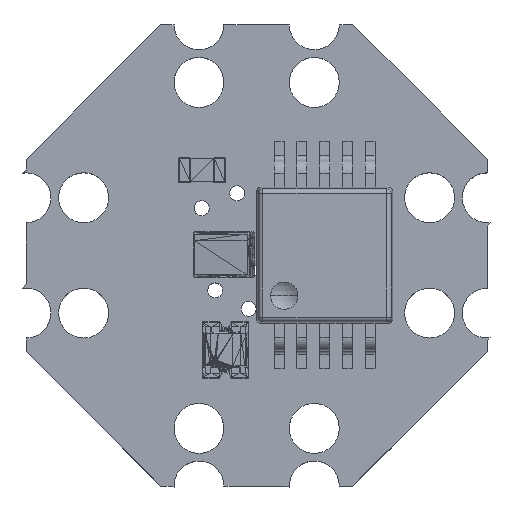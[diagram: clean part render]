
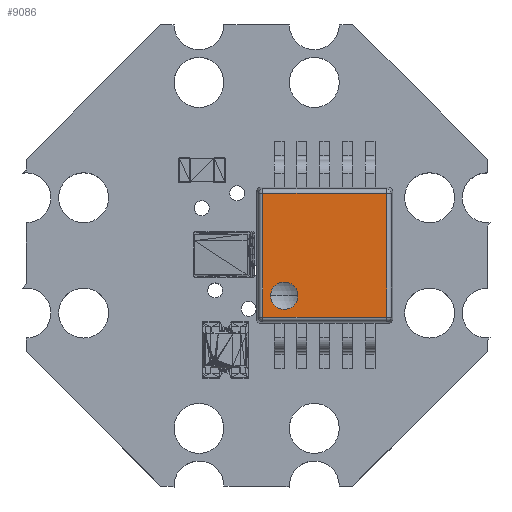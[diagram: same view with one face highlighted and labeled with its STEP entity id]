
A CAD part, top view. The second image highlights one B-rep face of the part: STEP entity #9086.
In plain terms, the highlighted planar face has unit normal (0, 0, 1).
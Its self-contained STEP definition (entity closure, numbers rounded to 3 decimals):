
#8900 = VERTEX_POINT('',#8901);
#8901 = CARTESIAN_POINT('',(-1.362,-1.362,1.1));
#9001 = VERTEX_POINT('',#9002);
#9002 = CARTESIAN_POINT('',(1.362,-1.362,1.1));
#9009 = EDGE_CURVE('',#8900,#9001,#9010,.T.);
#9010 = LINE('',#9011,#9012);
#9011 = CARTESIAN_POINT('',(-1.5,-1.362,1.1));
#9012 = VECTOR('',#9013,1.);
#9013 = DIRECTION('',(1.,0.,0.));
#9059 = VERTEX_POINT('',#9060);
#9060 = CARTESIAN_POINT('',(-0.59,-0.89,1.1));
#9066 = EDGE_CURVE('',#9067,#9059,#9069,.T.);
#9067 = VERTEX_POINT('',#9068);
#9068 = CARTESIAN_POINT('',(-1.19,-0.89,1.1));
#9069 = CIRCLE('',#9070,0.3);
#9070 = AXIS2_PLACEMENT_3D('',#9071,#9072,#9073);
#9071 = CARTESIAN_POINT('',(-0.89,-0.89,1.1));
#9072 = DIRECTION('',(0.,0.,1.));
#9073 = DIRECTION('',(1.,0.,0.));
#9086 = ADVANCED_FACE('',(#9087,#9097),#9122,.T.);
#9087 = FACE_BOUND('',#9088,.T.);
#9088 = EDGE_LOOP('',(#9089,#9096));
#9089 = ORIENTED_EDGE('',*,*,#9090,.F.);
#9090 = EDGE_CURVE('',#9059,#9067,#9091,.T.);
#9091 = CIRCLE('',#9092,0.3);
#9092 = AXIS2_PLACEMENT_3D('',#9093,#9094,#9095);
#9093 = CARTESIAN_POINT('',(-0.89,-0.89,1.1));
#9094 = DIRECTION('',(0.,0.,1.));
#9095 = DIRECTION('',(1.,0.,0.));
#9096 = ORIENTED_EDGE('',*,*,#9066,.F.);
#9097 = FACE_BOUND('',#9098,.T.);
#9098 = EDGE_LOOP('',(#9099,#9100,#9108,#9116));
#9099 = ORIENTED_EDGE('',*,*,#9009,.T.);
#9100 = ORIENTED_EDGE('',*,*,#9101,.T.);
#9101 = EDGE_CURVE('',#9001,#9102,#9104,.T.);
#9102 = VERTEX_POINT('',#9103);
#9103 = CARTESIAN_POINT('',(1.362,1.362,1.1));
#9104 = LINE('',#9105,#9106);
#9105 = CARTESIAN_POINT('',(1.362,-1.5,1.1));
#9106 = VECTOR('',#9107,1.);
#9107 = DIRECTION('',(0.,1.,0.));
#9108 = ORIENTED_EDGE('',*,*,#9109,.T.);
#9109 = EDGE_CURVE('',#9102,#9110,#9112,.T.);
#9110 = VERTEX_POINT('',#9111);
#9111 = CARTESIAN_POINT('',(-1.362,1.362,1.1));
#9112 = LINE('',#9113,#9114);
#9113 = CARTESIAN_POINT('',(-1.5,1.362,1.1));
#9114 = VECTOR('',#9115,1.);
#9115 = DIRECTION('',(-1.,0.,0.));
#9116 = ORIENTED_EDGE('',*,*,#9117,.T.);
#9117 = EDGE_CURVE('',#9110,#8900,#9118,.T.);
#9118 = LINE('',#9119,#9120);
#9119 = CARTESIAN_POINT('',(-1.362,-1.5,1.1));
#9120 = VECTOR('',#9121,1.);
#9121 = DIRECTION('',(0.,-1.,0.));
#9122 = PLANE('',#9123);
#9123 = AXIS2_PLACEMENT_3D('',#9124,#9125,#9126);
#9124 = CARTESIAN_POINT('',(-1.5,-1.5,1.1));
#9125 = DIRECTION('',(0.,0.,1.));
#9126 = DIRECTION('',(1.,0.,0.));
